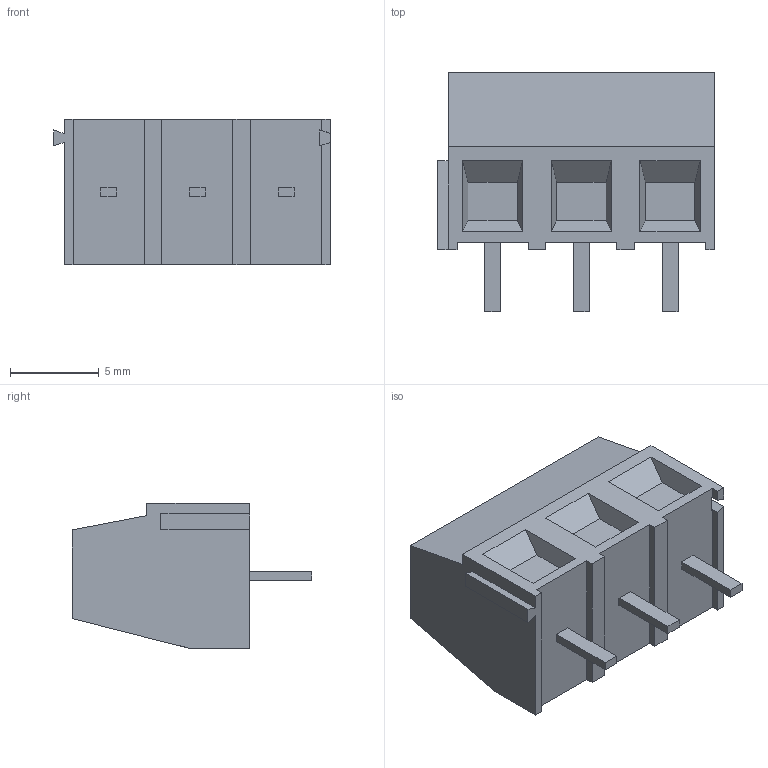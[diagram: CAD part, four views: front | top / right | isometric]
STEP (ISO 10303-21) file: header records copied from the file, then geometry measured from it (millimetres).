
FILE_DESCRIPTION((''),'2;1');
FILE_NAME('C-282836-3','2011-01-28T',('workeradm'),('Tyco Electronics Ltd.'),'PRO/ENGINEER BY PARAMETRIC TECHNOLOGY CORPORATION, 2009300','PRO/ENGINEER BY PARAMETRIC TECHNOLOGY CORPORATION, 2009300','');
FILE_SCHEMA(('AUTOMOTIVE_DESIGN { 1 0 10303 214 1 1 1 1 }'));
Length unit declared in the file: millimetre
Products named in the file (1): C-282836-3
Bounding box: 15.6 x 13.5 x 8.2 mm (x, y, z)
Volume: 967.7 mm3; surface area: 803.7 mm2
Topology: 1 solids, 1 shells, 97 faces, 258 edges, 172 vertices
Faces by surface type: plane 91, cylinder 6
Entity records: 3250 total; most frequent: CARTESIAN_POINT 529, ORIENTED_EDGE 516, DIRECTION 476, EDGE_CURVE 258, VECTOR 234, LINE 234, VERTEX_POINT 172, AXIS2_PLACEMENT_3D 121
